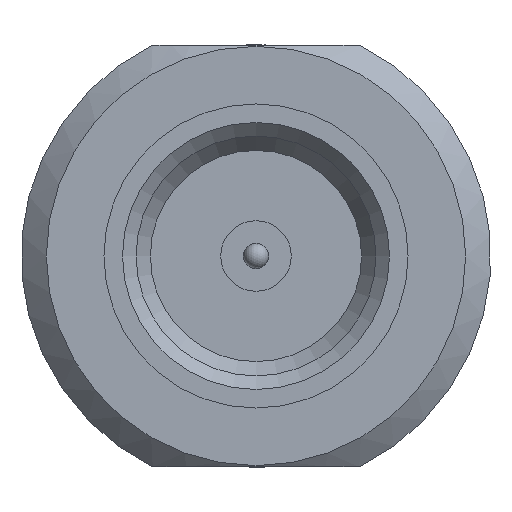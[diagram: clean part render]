
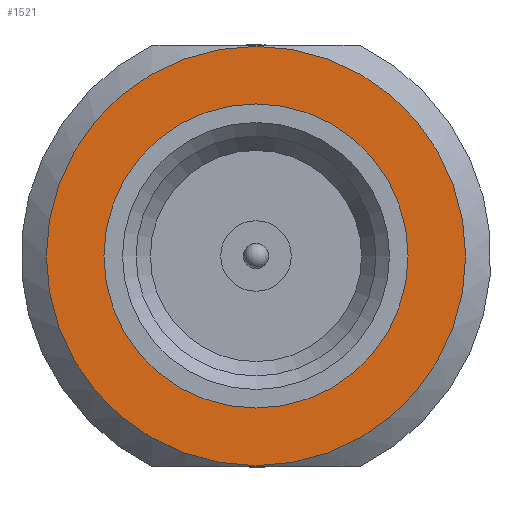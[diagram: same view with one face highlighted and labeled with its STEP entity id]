
A CAD part, left-side view. The second image highlights one B-rep face of the part: STEP entity #1521.
In plain terms, the highlighted planar face has unit normal (-1, 0, 0).
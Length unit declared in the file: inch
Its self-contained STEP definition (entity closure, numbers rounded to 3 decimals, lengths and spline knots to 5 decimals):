
#79 = FACE_OUTER_BOUND ( 'NONE', #1768, .T. ) ;
#105 = ORIENTED_EDGE ( 'NONE', *, *, #122, .F. ) ;
#122 = EDGE_CURVE ( 'NONE', #1801, #1801, #282, .T. ) ;
#282 = CIRCLE ( 'NONE', #2020, 0.09 ) ;
#418 = DIRECTION ( 'NONE',  ( 0., 0., 1. ) ) ;
#447 = AXIS2_PLACEMENT_3D ( 'NONE', #646, #2352, #418 ) ;
#646 = CARTESIAN_POINT ( 'NONE',  ( 0.28, 0., 0. ) ) ;
#691 = CARTESIAN_POINT ( 'NONE',  ( 0.28, 0., 0.09 ) ) ;
#804 = AXIS2_PLACEMENT_3D ( 'NONE', #1579, #843, #2186 ) ;
#843 = DIRECTION ( 'NONE',  ( 1., 0., 0. ) ) ;
#1023 = FACE_BOUND ( 'NONE', #2040, .T. ) ;
#1315 = CARTESIAN_POINT ( 'NONE',  ( 0.28, 0., -0.12408 ) ) ;
#1394 = EDGE_CURVE ( 'NONE', #1472, #1472, #2010, .T. ) ;
#1472 = VERTEX_POINT ( 'NONE', #1315 ) ;
#1521 = ADVANCED_FACE ( 'NONE', ( #79, #1023 ), #2326, .T. ) ;
#1565 = DIRECTION ( 'NONE',  ( -1., 0., 0. ) ) ;
#1579 = CARTESIAN_POINT ( 'NONE',  ( 0.28, 0., 0. ) ) ;
#1602 = CARTESIAN_POINT ( 'NONE',  ( 0.28, 0., 0. ) ) ;
#1768 = EDGE_LOOP ( 'NONE', ( #2353 ) ) ;
#1801 = VERTEX_POINT ( 'NONE', #691 ) ;
#2010 = CIRCLE ( 'NONE', #804, 0.12408 ) ;
#2020 = AXIS2_PLACEMENT_3D ( 'NONE', #1602, #1565, #2350 ) ;
#2040 = EDGE_LOOP ( 'NONE', ( #105 ) ) ;
#2186 = DIRECTION ( 'NONE',  ( 0., 0., -1. ) ) ;
#2326 = PLANE ( 'NONE',  #447 ) ;
#2350 = DIRECTION ( 'NONE',  ( 0., 0., 1. ) ) ;
#2352 = DIRECTION ( 'NONE',  ( -1., 0., 0. ) ) ;
#2353 = ORIENTED_EDGE ( 'NONE', *, *, #1394, .F. ) ;
